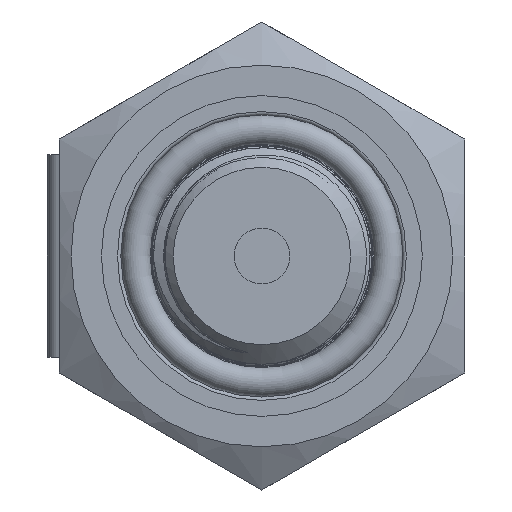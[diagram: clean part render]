
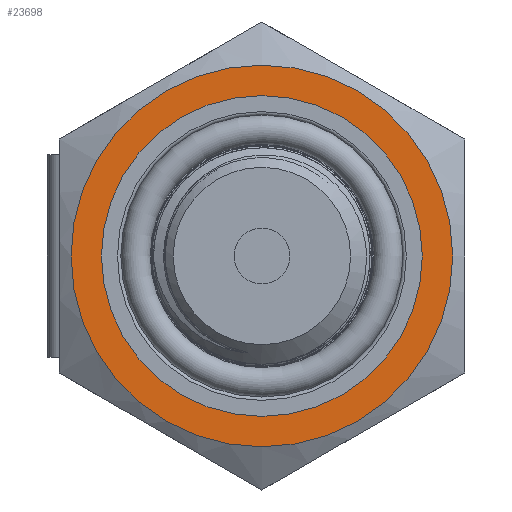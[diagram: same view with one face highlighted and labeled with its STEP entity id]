
A CAD part, left-side view. The second image highlights one B-rep face of the part: STEP entity #23698.
In plain terms, the highlighted planar face has unit normal (-1, 0, 0).
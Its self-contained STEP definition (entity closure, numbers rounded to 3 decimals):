
#191=FACE_BOUND('',#3037,.T.);
#383=PLANE('',#25019);
#1658=FACE_OUTER_BOUND('',#3036,.T.);
#3036=EDGE_LOOP('',(#17580));
#3037=EDGE_LOOP('',(#17581));
#4256=CIRCLE('',#24987,11.3);
#4272=CIRCLE('',#25018,9.5);
#10443=VERTEX_POINT('',#40088);
#10462=VERTEX_POINT('',#43524);
#13071=EDGE_CURVE('',#10443,#10443,#4256,.T.);
#13110=EDGE_CURVE('',#10462,#10462,#4272,.T.);
#17580=ORIENTED_EDGE('',*,*,#13071,.T.);
#17581=ORIENTED_EDGE('',*,*,#13110,.T.);
#23698=ADVANCED_FACE('',(#1658,#191),#383,.T.);
#24987=AXIS2_PLACEMENT_3D('',#40090,#27468,#27469);
#25018=AXIS2_PLACEMENT_3D('',#43525,#27538,#27539);
#25019=AXIS2_PLACEMENT_3D('',#43527,#27541,#27542);
#27468=DIRECTION('center_axis',(-1.,0.,0.));
#27469=DIRECTION('ref_axis',(0.,1.,0.));
#27538=DIRECTION('center_axis',(1.,0.,0.));
#27539=DIRECTION('ref_axis',(0.,0.,-1.));
#27541=DIRECTION('center_axis',(-1.,0.,0.));
#27542=DIRECTION('ref_axis',(0.,0.,1.));
#40088=CARTESIAN_POINT('',(14.,-11.3,0.));
#40090=CARTESIAN_POINT('Origin',(14.,0.,0.));
#43524=CARTESIAN_POINT('',(14.,-9.5,0.));
#43525=CARTESIAN_POINT('Origin',(14.,0.,0.));
#43527=CARTESIAN_POINT('Origin',(14.,12.,0.));
